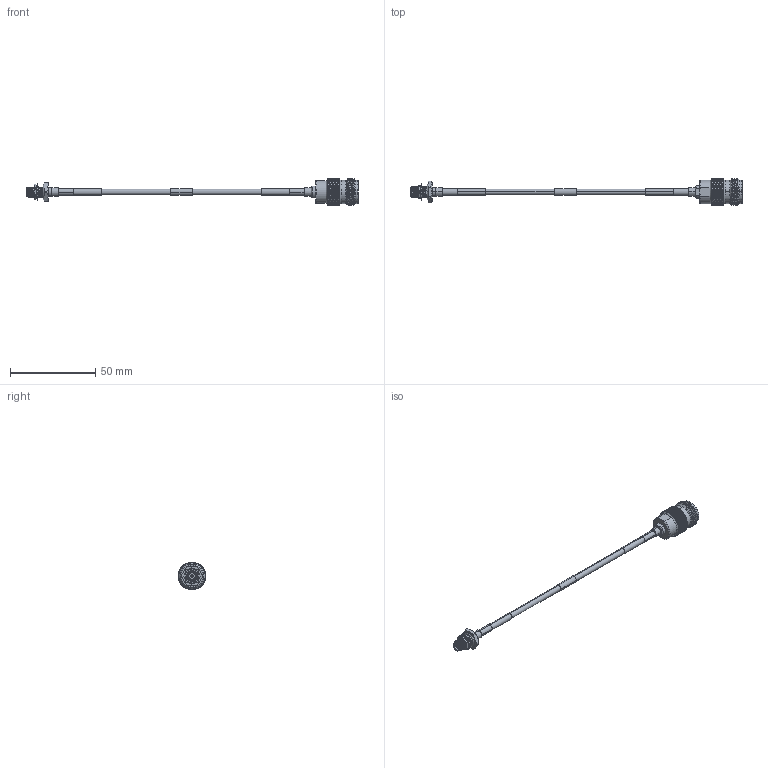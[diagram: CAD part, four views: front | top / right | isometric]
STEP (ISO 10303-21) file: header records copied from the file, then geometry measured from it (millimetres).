
FILE_DESCRIPTION (( 'STEP AP214' ), '1' );
FILE_NAME ('LCCA30487_3D.STEP', '2020-04-28T16:38:56', ( '' ), ( '' ), 'SwSTEP 2.0', 'SolidWorks 2018', '' );
FILE_SCHEMA (( 'AUTOMOTIVE_DESIGN' ));
Length unit declared in the file: inch
Products named in the file (6): LCCN3055; LC141TBJ (141 Formable with HeatShrink); LCCA30487_3D; 1AW01-003_.152 ID; LC141TBJ-PROD; LCCN3049
Assembly tree (7 placements, depth 3):
  LCCA30487_3D
    LC141TBJ-PROD
      LC141TBJ (141 Formable with HeatShrink)
      1AW01-003_.152 ID  x3
    LCCN3049
    LCCN3055
Bounding box: 195 x 16 x 16 mm (x, y, z)
Volume: 5920.7 mm3; surface area: 7410 mm2
Topology: 12 solids, 12 shells, 2622 faces, 5733 edges, 3152 vertices
Faces by surface type: bspline 1886, cylinder 585, plane 92, cone 51, torus 8
Entity records: 116001 total; most frequent: CARTESIAN_POINT 77636, ORIENTED_EDGE 11418, EDGE_CURVE 5709, VERTEX_POINT 3136, DIRECTION 2649, EDGE_LOOP 2641, ADVANCED_FACE 2610, FACE_OUTER_BOUND 2610
